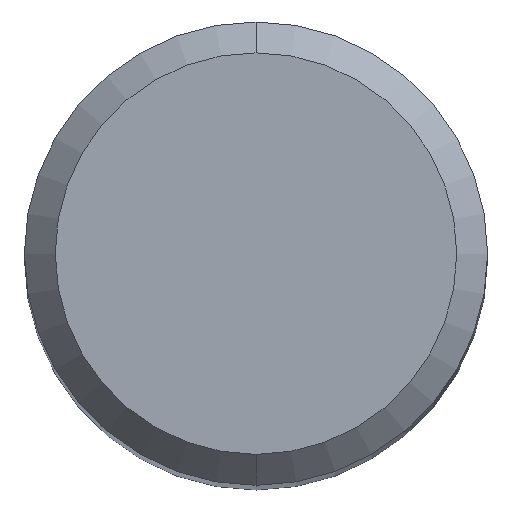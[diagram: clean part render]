
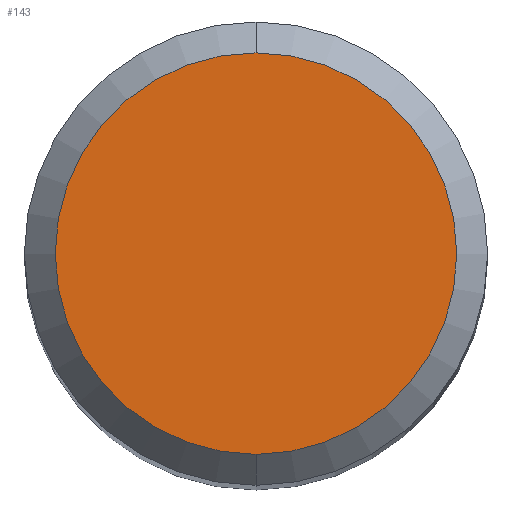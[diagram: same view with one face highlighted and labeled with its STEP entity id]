
A CAD part, top view. The second image highlights one B-rep face of the part: STEP entity #143.
In plain terms, the highlighted planar face has unit normal (0, 0, 1).
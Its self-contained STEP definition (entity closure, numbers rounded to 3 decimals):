
#137=VERTEX_POINT('',#292);
#139=EDGE_CURVE('',#171,#137,#294,.T.);
#143=ADVANCED_FACE('',(#299),#300,.T.);
#171=VERTEX_POINT('',#330);
#201=EDGE_CURVE('',#137,#171,#363,.T.);
#292=CARTESIAN_POINT('',(0.0,2.6,0.0));
#294=CIRCLE('',#467,2.6);
#299=FACE_OUTER_BOUND('',#472,.T.);
#300=PLANE('',#473);
#330=CARTESIAN_POINT('',(0.,-2.6,0.0));
#363=CIRCLE('',#561,2.6);
#467=AXIS2_PLACEMENT_3D('',#652,#653,#654);
#472=EDGE_LOOP('',(#664,#665));
#473=AXIS2_PLACEMENT_3D('',#666,#667,#668);
#561=AXIS2_PLACEMENT_3D('',#735,#736,#737);
#652=CARTESIAN_POINT('',(0.0,0.0,0.0));
#653=DIRECTION('',(0.0,0.0,-1.0));
#654=DIRECTION('',(0.0,1.0,0.0));
#664=ORIENTED_EDGE('',*,*,#201,.F.);
#665=ORIENTED_EDGE('',*,*,#139,.F.);
#666=CARTESIAN_POINT('',(0.0,1.3,0.0));
#667=DIRECTION('',(-0.0,0.0,1.0));
#668=DIRECTION('',(0.0,-1.0,0.0));
#735=CARTESIAN_POINT('',(0.0,0.0,0.0));
#736=DIRECTION('',(0.0,0.0,-1.0));
#737=DIRECTION('',(0.0,1.0,0.0));
